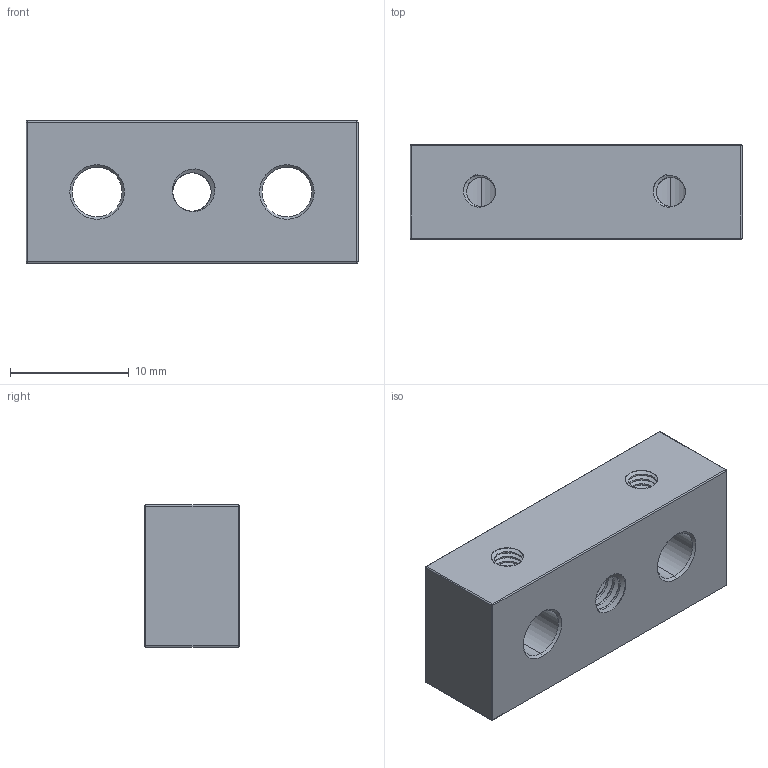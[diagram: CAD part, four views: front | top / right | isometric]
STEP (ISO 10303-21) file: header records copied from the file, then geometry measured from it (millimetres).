
FILE_DESCRIPTION (( 'STEP AP214' ), '1' );
FILE_NAME ('09-0004.step', '2020-04-06T07:10:30', ( '' ), ( '' ), 'SwSTEP 2.0', 'SolidWorks 2020', '' );
FILE_SCHEMA (( 'AUTOMOTIVE_DESIGN' ));
Length unit declared in the file: millimetre
Products named in the file (1): 09-0004
Bounding box: 28 x 8 x 12 mm (x, y, z)
Volume: 2337.7 mm3; surface area: 1671.1 mm2
Topology: 1 solids, 1 shells, 121 faces, 339 edges, 210 vertices
Faces by surface type: cylinder 80, bspline 19, cone 8, sphere 8, plane 6
Entity records: 16594 total; most frequent: CARTESIAN_POINT 14022, ORIENTED_EDGE 662, DIRECTION 391, EDGE_CURVE 331, VERTEX_POINT 210, AXIS2_PLACEMENT_3D 148, EDGE_LOOP 129, FACE_OUTER_BOUND 121
